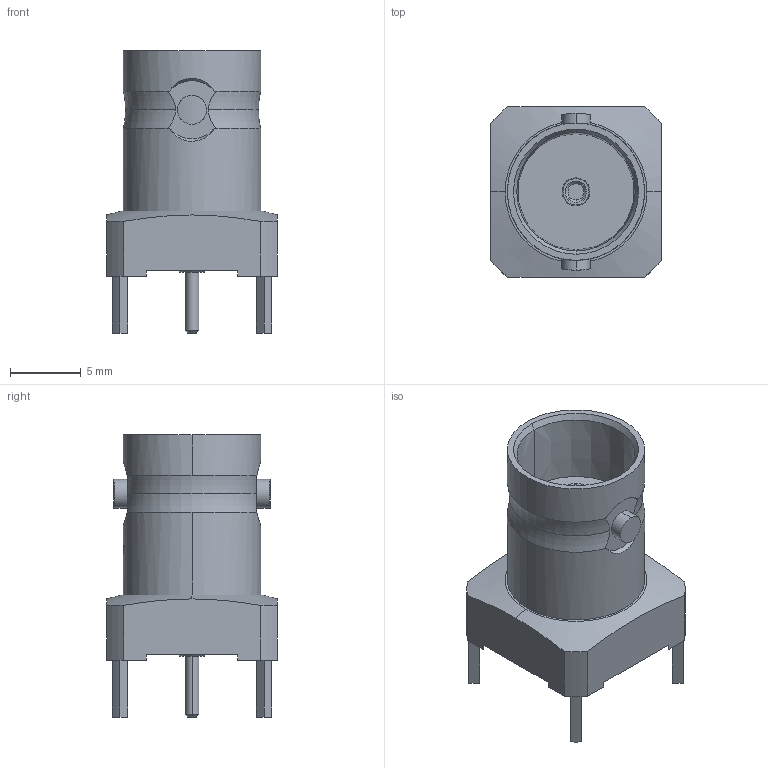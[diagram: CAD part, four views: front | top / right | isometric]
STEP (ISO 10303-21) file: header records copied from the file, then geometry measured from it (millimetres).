
FILE_DESCRIPTION (( 'STEP AP214' ), '1' );
FILE_NAME ('J01003A1946.STEP', '2018-07-12T13:12:09', ( '' ), ( '' ), 'SwSTEP 2.0', 'SolidWorks 2017', '' );
FILE_SCHEMA (( 'AUTOMOTIVE_DESIGN' ));
Length unit declared in the file: millimetre
Products named in the file (1): J01003A1946
Bounding box: 12 x 12 x 19.9 mm (x, y, z)
Volume: 1138.6 mm3; surface area: 1035.9 mm2
Topology: 1 solids, 1 shells, 132 faces, 339 edges, 223 vertices
Faces by surface type: plane 64, cylinder 40, cone 22, torus 6
Entity records: 5687 total; most frequent: CARTESIAN_POINT 1077, ORIENTED_EDGE 678, DIRECTION 636, EDGE_CURVE 339, AXIS2_PLACEMENT_3D 240, VERTEX_POINT 223, VECTOR 156, LINE 156
